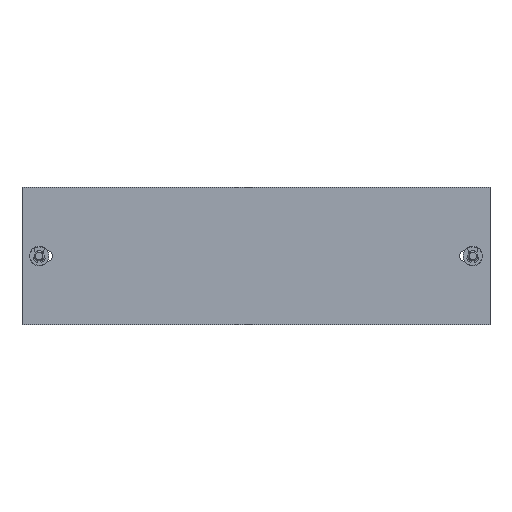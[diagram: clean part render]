
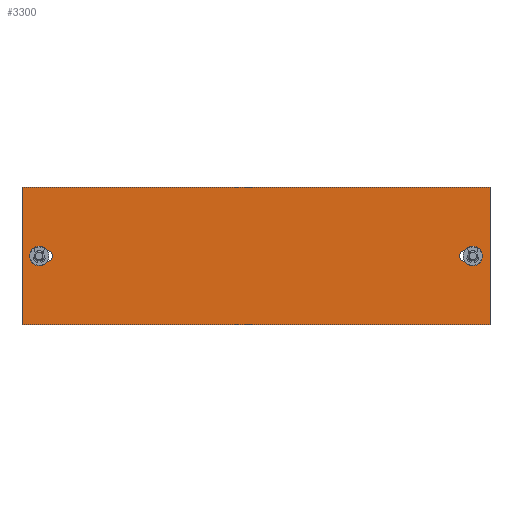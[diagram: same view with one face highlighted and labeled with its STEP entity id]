
A CAD part, top view. The second image highlights one B-rep face of the part: STEP entity #3300.
In plain terms, the highlighted planar face has unit normal (0, 0, 1).
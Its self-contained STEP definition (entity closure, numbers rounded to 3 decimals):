
#79=DIRECTION('',(1.,0.,0.));
#80=VECTOR('',#79,169.7);
#81=CARTESIAN_POINT('',(0.,0.,2.));
#82=LINE('',#81,#80);
#83=DIRECTION('',(0.,-1.,0.));
#84=VECTOR('',#83,50.);
#85=CARTESIAN_POINT('',(0.,50.,2.));
#86=LINE('',#85,#84);
#87=DIRECTION('',(-1.,0.,0.));
#88=VECTOR('',#87,169.7);
#89=CARTESIAN_POINT('',(169.7,50.,2.));
#90=LINE('',#89,#88);
#91=DIRECTION('',(0.,1.,0.));
#92=VECTOR('',#91,50.);
#93=CARTESIAN_POINT('',(169.7,0.,2.));
#94=LINE('',#93,#92);
#95=CARTESIAN_POINT('',(163.45,25.,2.));
#96=DIRECTION('',(0.,0.,1.));
#97=DIRECTION('',(1.,0.,0.));
#98=AXIS2_PLACEMENT_3D('',#95,#96,#97);
#100=CARTESIAN_POINT('',(160.7,25.,2.));
#101=DIRECTION('',(0.,0.,-1.));
#102=DIRECTION('',(-0.063,-0.998,0.));
#103=AXIS2_PLACEMENT_3D('',#100,#101,#102);
#105=CARTESIAN_POINT('',(163.45,25.,2.));
#106=DIRECTION('',(0.,0.,1.));
#107=DIRECTION('',(-0.821,-0.57,0.));
#108=AXIS2_PLACEMENT_3D('',#105,#106,#107);
#110=CARTESIAN_POINT('',(6.25,25.,2.));
#111=DIRECTION('',(0.,0.,1.));
#112=DIRECTION('',(0.821,0.57,0.));
#113=AXIS2_PLACEMENT_3D('',#110,#111,#112);
#115=CARTESIAN_POINT('',(6.25,25.,2.));
#116=DIRECTION('',(0.,0.,1.));
#117=DIRECTION('',(-1.,0.,0.));
#118=AXIS2_PLACEMENT_3D('',#115,#116,#117);
#120=CARTESIAN_POINT('',(9.,25.,2.));
#121=DIRECTION('',(0.,0.,-1.));
#122=DIRECTION('',(0.063,0.998,0.));
#123=AXIS2_PLACEMENT_3D('',#120,#121,#122);
#2689=CARTESIAN_POINT('',(0.,0.,2.));
#2690=CARTESIAN_POINT('',(169.7,0.,2.));
#2691=VERTEX_POINT('',#2689);
#2692=VERTEX_POINT('',#2690);
#2693=CARTESIAN_POINT('',(169.7,50.,2.));
#2694=VERTEX_POINT('',#2693);
#2695=CARTESIAN_POINT('',(0.,50.,2.));
#2696=VERTEX_POINT('',#2695);
#2763=CARTESIAN_POINT('',(166.95,25.,2.));
#2764=CARTESIAN_POINT('',(160.575,26.996,2.));
#2765=VERTEX_POINT('',#2763);
#2766=VERTEX_POINT('',#2764);
#2767=CARTESIAN_POINT('',(160.575,23.004,2.));
#2768=VERTEX_POINT('',#2767);
#2787=CARTESIAN_POINT('',(9.125,26.996,2.));
#2788=CARTESIAN_POINT('',(2.75,25.,2.));
#2789=VERTEX_POINT('',#2787);
#2790=VERTEX_POINT('',#2788);
#2791=CARTESIAN_POINT('',(9.125,23.004,2.));
#2792=VERTEX_POINT('',#2791);
#3273=CARTESIAN_POINT('',(0.,0.,2.));
#3274=DIRECTION('',(0.,0.,1.));
#3275=DIRECTION('',(1.,0.,0.));
#3276=AXIS2_PLACEMENT_3D('',#3273,#3274,#3275);
#3277=PLANE('',#3276);
#3278=ORIENTED_EDGE('',*,*,#3225,.F.);
#3279=ORIENTED_EDGE('',*,*,#3240,.F.);
#3280=ORIENTED_EDGE('',*,*,#3254,.F.);
#3281=ORIENTED_EDGE('',*,*,#3267,.F.);
#3282=EDGE_LOOP('',(#3278,#3279,#3280,#3281));
#3283=FACE_OUTER_BOUND('',#3282,.F.);
#3285=ORIENTED_EDGE('',*,*,#3284,.T.);
#3287=ORIENTED_EDGE('',*,*,#3286,.F.);
#3289=ORIENTED_EDGE('',*,*,#3288,.T.);
#3290=EDGE_LOOP('',(#3285,#3287,#3289));
#3291=FACE_BOUND('',#3290,.F.);
#3293=ORIENTED_EDGE('',*,*,#3292,.T.);
#3295=ORIENTED_EDGE('',*,*,#3294,.T.);
#3297=ORIENTED_EDGE('',*,*,#3296,.F.);
#3298=EDGE_LOOP('',(#3293,#3295,#3297));
#3299=FACE_BOUND('',#3298,.F.);
#3300=ADVANCED_FACE('',(#3283,#3291,#3299),#3277,.T.);
#99=CIRCLE('',#98,3.5);
#104=CIRCLE('',#103,2.);
#109=CIRCLE('',#108,3.5);
#114=CIRCLE('',#113,3.5);
#119=CIRCLE('',#118,3.5);
#124=CIRCLE('',#123,2.);
#3225=EDGE_CURVE('',#2691,#2692,#82,.T.);
#3240=EDGE_CURVE('',#2696,#2691,#86,.T.);
#3254=EDGE_CURVE('',#2694,#2696,#90,.T.);
#3267=EDGE_CURVE('',#2692,#2694,#94,.T.);
#3284=EDGE_CURVE('',#2765,#2766,#99,.T.);
#3286=EDGE_CURVE('',#2768,#2766,#104,.T.);
#3288=EDGE_CURVE('',#2768,#2765,#109,.T.);
#3292=EDGE_CURVE('',#2789,#2790,#114,.T.);
#3294=EDGE_CURVE('',#2790,#2792,#119,.T.);
#3296=EDGE_CURVE('',#2789,#2792,#124,.T.);
